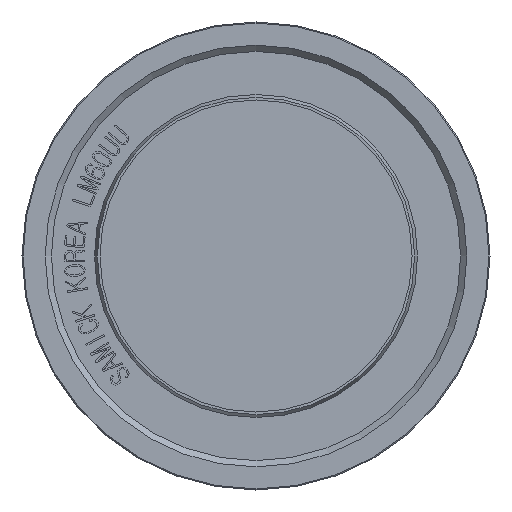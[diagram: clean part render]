
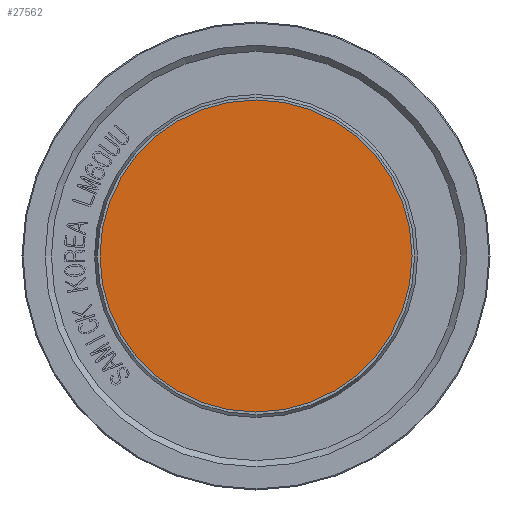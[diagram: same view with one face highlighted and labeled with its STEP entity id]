
A CAD part, front view. The second image highlights one B-rep face of the part: STEP entity #27562.
In plain terms, the highlighted planar face has unit normal (0, -1, 0).
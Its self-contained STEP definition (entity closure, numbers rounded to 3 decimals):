
#27531=CARTESIAN_POINT('',(-30.0,-130.5,0.));
#27532=VERTEX_POINT('',#27531);
#27533=CARTESIAN_POINT('',(0.0,-130.5,0.0));
#27534=DIRECTION('',(0.0,1.0,0.0));
#27535=DIRECTION('',(1.0,0.0,0.0));
#27536=AXIS2_PLACEMENT_3D('',#27533,#27534,#27535);
#27537=CIRCLE('',#27536,30.0);
#27538=EDGE_CURVE('',#27532,#27532,#27537,.T.);
#27554=CARTESIAN_POINT('',(0.0,-130.5,0.0));
#27555=DIRECTION('',(0.0,-1.0,0.0));
#27556=DIRECTION('',(0.0,0.0,-1.0));
#27557=AXIS2_PLACEMENT_3D('',#27554,#27555,#27556);
#27558=PLANE('',#27557);
#27559=ORIENTED_EDGE('',*,*,#27538,.F.);
#27560=EDGE_LOOP('',(#27559));
#27561=FACE_OUTER_BOUND('',#27560,.T.);
#27562=ADVANCED_FACE('',(#27561),#27558,.T.);
